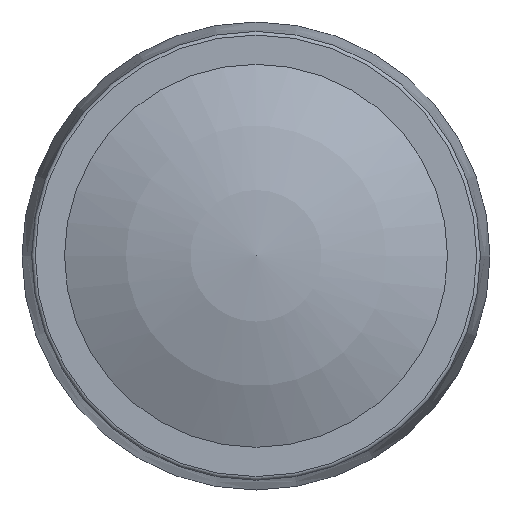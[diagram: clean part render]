
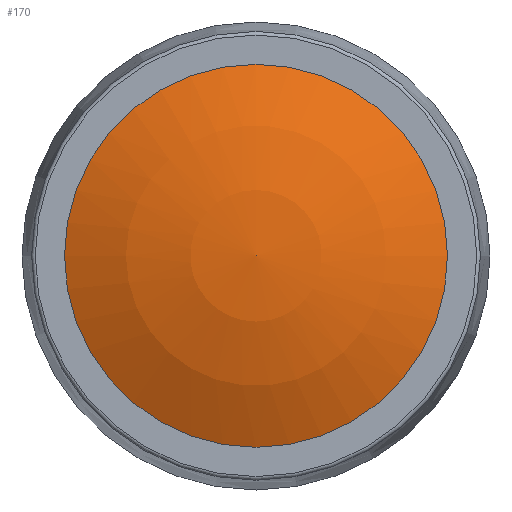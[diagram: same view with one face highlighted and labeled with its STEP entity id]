
A CAD part, top view. The second image highlights one B-rep face of the part: STEP entity #170.
In plain terms, the highlighted spherical face has radius 30 mm.
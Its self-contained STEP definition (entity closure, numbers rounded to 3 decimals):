
#170 = ADVANCED_FACE( '', ( #391 ), #392, .T. );
#391 = FACE_OUTER_BOUND( '', #654, .T. );
#392 = SPHERICAL_SURFACE( '', #655, 30. );
#654 = EDGE_LOOP( '', ( #1013 ) );
#655 = AXIS2_PLACEMENT_3D( '', #1014, #1015, #1016 );
#1013 = ORIENTED_EDGE( '', *, *, #1214, .T. );
#1014 = CARTESIAN_POINT( '', ( 0., 0., -2. ) );
#1015 = DIRECTION( '', ( 0., 0., 1. ) );
#1016 = DIRECTION( '', ( 0., 1., 0. ) );
#1214 = EDGE_CURVE( '', #1390, #1390, #1391, .T. );
#1390 = VERTEX_POINT( '', #1667 );
#1391 = CIRCLE( '', #1668, 13.077 );
#1667 = CARTESIAN_POINT( '', ( 13.077, 0., 25. ) );
#1668 = AXIS2_PLACEMENT_3D( '', #1900, #1901, #1902 );
#1900 = CARTESIAN_POINT( '', ( 0., 0., 25. ) );
#1901 = DIRECTION( '', ( 0., 0., 1. ) );
#1902 = DIRECTION( '', ( 1., 0., 0. ) );
